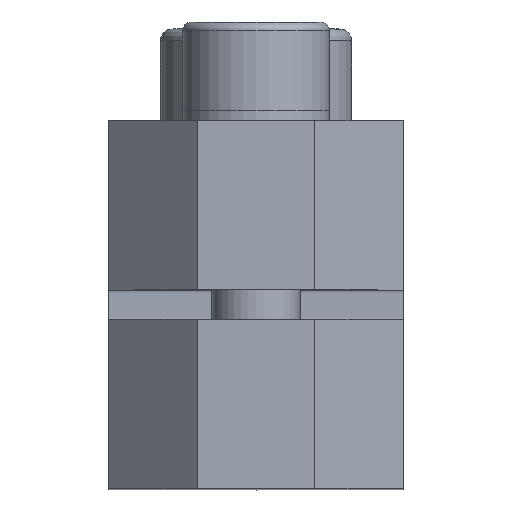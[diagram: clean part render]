
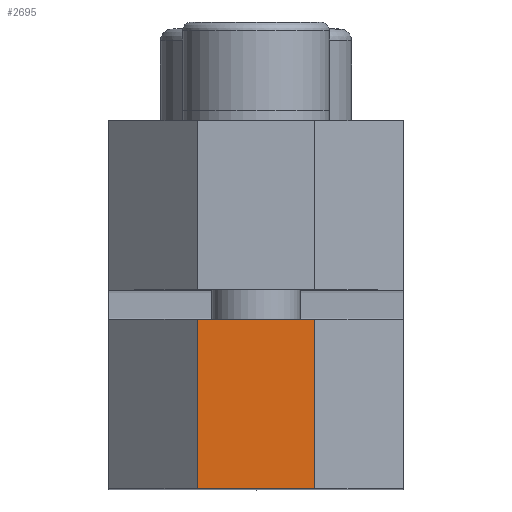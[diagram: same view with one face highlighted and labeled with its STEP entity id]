
A CAD part, top view. The second image highlights one B-rep face of the part: STEP entity #2695.
In plain terms, the highlighted face is planar.
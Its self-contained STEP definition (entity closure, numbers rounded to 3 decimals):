
#2483=CARTESIAN_POINT('',(-19.,-12.5,-4.));
#2484=VERTEX_POINT('',#2483);
#2491=CARTESIAN_POINT('',(-19.0,-1.,-4.));
#2492=VERTEX_POINT('',#2491);
#2493=CARTESIAN_POINT('',(-19.,-12.5,-4.));
#2494=DIRECTION('',(0.0,1.0,0.0));
#2495=VECTOR('',#2494,11.5);
#2496=LINE('',#2493,#2495);
#2497=EDGE_CURVE('',#2484,#2492,#2496,.T.);
#2515=CARTESIAN_POINT('',(-19.0,-1.,4.));
#2516=VERTEX_POINT('',#2515);
#2517=CARTESIAN_POINT('',(-19.0,-1.,4.));
#2518=DIRECTION('',(0.0,0.0,-1.0));
#2519=VECTOR('',#2518,8.);
#2520=LINE('',#2517,#2519);
#2521=EDGE_CURVE('',#2516,#2492,#2520,.T.);
#2548=CARTESIAN_POINT('',(-19.,-12.5,4.));
#2549=VERTEX_POINT('',#2548);
#2558=CARTESIAN_POINT('',(-19.0,-1.,4.));
#2559=DIRECTION('',(0.0,-1.0,0.0));
#2560=VECTOR('',#2559,11.5);
#2561=LINE('',#2558,#2560);
#2562=EDGE_CURVE('',#2516,#2549,#2561,.T.);
#2679=CARTESIAN_POINT('',(-19.0,0.0,0.0));
#2680=DIRECTION('',(-1.0,0.0,0.0));
#2681=DIRECTION('',(0.0,0.0,1.0));
#2682=AXIS2_PLACEMENT_3D('',#2679,#2680,#2681);
#2683=PLANE('',#2682);
#2684=ORIENTED_EDGE('',*,*,#2497,.F.);
#2685=CARTESIAN_POINT('',(-19.,-12.5,4.));
#2686=DIRECTION('',(0.0,0.0,-1.0));
#2687=VECTOR('',#2686,8.);
#2688=LINE('',#2685,#2687);
#2689=EDGE_CURVE('',#2549,#2484,#2688,.T.);
#2690=ORIENTED_EDGE('',*,*,#2689,.F.);
#2691=ORIENTED_EDGE('',*,*,#2562,.F.);
#2692=ORIENTED_EDGE('',*,*,#2521,.T.);
#2693=EDGE_LOOP('',(#2684,#2690,#2691,#2692));
#2694=FACE_OUTER_BOUND('',#2693,.T.);
#2695=ADVANCED_FACE('',(#2694),#2683,.T.);
